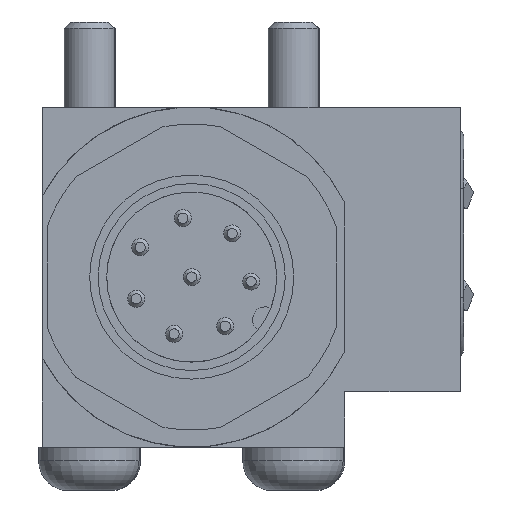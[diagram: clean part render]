
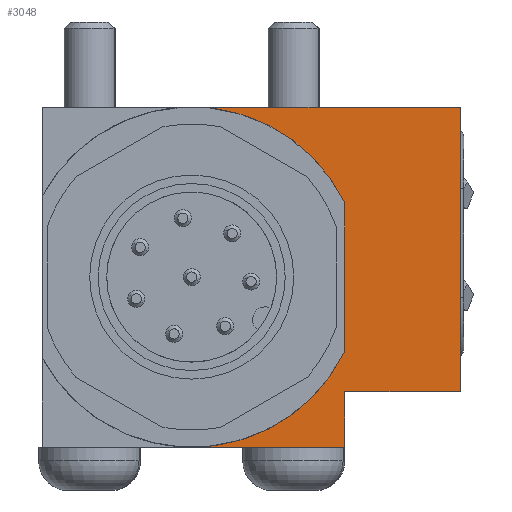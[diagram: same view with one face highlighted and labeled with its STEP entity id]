
A CAD part, left-side view. The second image highlights one B-rep face of the part: STEP entity #3048.
In plain terms, the highlighted planar face has unit normal (-1, 0, 0).
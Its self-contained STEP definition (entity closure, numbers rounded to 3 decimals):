
#136 = VECTOR ( 'NONE', #1077, 1000. ) ;
#1077 = DIRECTION ( 'NONE',  ( 0., 0., 1. ) ) ;
#2083 = CARTESIAN_POINT ( 'NONE',  ( -11.25, 3.5, 20. ) ) ;
#2775 = LINE ( 'NONE', #4360, #136 ) ;
#3045 = CIRCLE ( 'NONE', #15047, 10. ) ;
#3048 = ADVANCED_FACE ( 'NONE', ( #9887 ), #14618, .F. ) ;
#3299 = EDGE_CURVE ( 'NONE', #13161, #3800, #12975, .T. ) ;
#3503 = VECTOR ( 'NONE', #12140, 1000. ) ;
#3800 = VERTEX_POINT ( 'NONE', #19896 ) ;
#4360 = CARTESIAN_POINT ( 'NONE',  ( -11.25, -12.3, 20. ) ) ;
#4392 = AXIS2_PLACEMENT_3D ( 'NONE', #14835, #19660, #19433 ) ;
#4519 = ORIENTED_EDGE ( 'NONE', *, *, #17212, .F. ) ;
#4756 = EDGE_LOOP ( 'NONE', ( #16756, #15751, #4519, #20763, #9121, #12888, #11569, #16274 ) ) ;
#5577 = CARTESIAN_POINT ( 'NONE',  ( -11.25, -5.5, 3.25 ) ) ;
#6049 = LINE ( 'NONE', #16259, #13310 ) ;
#6247 = VERTEX_POINT ( 'NONE', #2083 ) ;
#6772 = CARTESIAN_POINT ( 'NONE',  ( -11.25, 3.5, 0. ) ) ;
#7272 = CARTESIAN_POINT ( 'NONE',  ( -11.25, -5.5, 3.25 ) ) ;
#7447 = VECTOR ( 'NONE', #19585, 1000. ) ;
#7867 = CARTESIAN_POINT ( 'NONE',  ( -11.25, -12.3, 0. ) ) ;
#8408 = CARTESIAN_POINT ( 'NONE',  ( -11.25, -12.3, 3.25 ) ) ;
#8597 = CARTESIAN_POINT ( 'NONE',  ( -11.25, -5.5, 0. ) ) ;
#8813 = EDGE_CURVE ( 'NONE', #19934, #20218, #10308, .T. ) ;
#9121 = ORIENTED_EDGE ( 'NONE', *, *, #18355, .F. ) ;
#9340 = CARTESIAN_POINT ( 'NONE',  ( -11.25, -5.5, 14.359 ) ) ;
#9443 = EDGE_CURVE ( 'NONE', #20218, #20477, #2775, .T. ) ;
#9887 = FACE_OUTER_BOUND ( 'NONE', #4756, .T. ) ;
#10218 = DIRECTION ( 'NONE',  ( 0., 0., -1. ) ) ;
#10308 = LINE ( 'NONE', #5577, #3503 ) ;
#10317 = CARTESIAN_POINT ( 'NONE',  ( -11.25, 3.5, 10. ) ) ;
#10534 = VERTEX_POINT ( 'NONE', #11706 ) ;
#10887 = CARTESIAN_POINT ( 'NONE',  ( -11.25, -12.3, 20. ) ) ;
#11239 = CARTESIAN_POINT ( 'NONE',  ( -11.25, 3.5, 10. ) ) ;
#11569 = ORIENTED_EDGE ( 'NONE', *, *, #8813, .T. ) ;
#11706 = CARTESIAN_POINT ( 'NONE',  ( -11.25, -5.5, 0. ) ) ;
#12140 = DIRECTION ( 'NONE',  ( 0., -1., 0. ) ) ;
#12149 = CARTESIAN_POINT ( 'NONE',  ( -11.25, -5.5, 20. ) ) ;
#12289 = AXIS2_PLACEMENT_3D ( 'NONE', #11239, #16183, #17688 ) ;
#12888 = ORIENTED_EDGE ( 'NONE', *, *, #14528, .F. ) ;
#12975 = CIRCLE ( 'NONE', #12289, 10. ) ;
#13161 = VERTEX_POINT ( 'NONE', #6772 ) ;
#13310 = VECTOR ( 'NONE', #21087, 1000. ) ;
#13591 = VECTOR ( 'NONE', #10218, 1000. ) ;
#14528 = EDGE_CURVE ( 'NONE', #19934, #10534, #17206, .T. ) ;
#14618 = PLANE ( 'NONE',  #4392 ) ;
#14683 = VERTEX_POINT ( 'NONE', #9340 ) ;
#14835 = CARTESIAN_POINT ( 'NONE',  ( -11.25, -5.5, 20. ) ) ;
#15047 = AXIS2_PLACEMENT_3D ( 'NONE', #10317, #18587, #19580 ) ;
#15751 = ORIENTED_EDGE ( 'NONE', *, *, #17192, .F. ) ;
#15950 = LINE ( 'NONE', #7867, #7447 ) ;
#16183 = DIRECTION ( 'NONE',  ( -1., 0., 0. ) ) ;
#16259 = CARTESIAN_POINT ( 'NONE',  ( -11.25, -5.5, 20. ) ) ;
#16274 = ORIENTED_EDGE ( 'NONE', *, *, #9443, .T. ) ;
#16756 = ORIENTED_EDGE ( 'NONE', *, *, #17057, .F. ) ;
#17057 = EDGE_CURVE ( 'NONE', #6247, #20477, #6049, .T. ) ;
#17109 = VECTOR ( 'NONE', #20198, 1000. ) ;
#17192 = EDGE_CURVE ( 'NONE', #14683, #6247, #3045, .T. ) ;
#17206 = LINE ( 'NONE', #8597, #13591 ) ;
#17212 = EDGE_CURVE ( 'NONE', #3800, #14683, #19684, .T. ) ;
#17688 = DIRECTION ( 'NONE',  ( 0., 0., -1. ) ) ;
#18355 = EDGE_CURVE ( 'NONE', #10534, #13161, #15950, .T. ) ;
#18587 = DIRECTION ( 'NONE',  ( -1., 0., 0. ) ) ;
#19433 = DIRECTION ( 'NONE',  ( 0., 0., -1. ) ) ;
#19580 = DIRECTION ( 'NONE',  ( 0., 0., -1. ) ) ;
#19585 = DIRECTION ( 'NONE',  ( 0., 1., 0. ) ) ;
#19660 = DIRECTION ( 'NONE',  ( 1., 0., 0. ) ) ;
#19684 = LINE ( 'NONE', #12149, #17109 ) ;
#19896 = CARTESIAN_POINT ( 'NONE',  ( -11.25, -5.5, 5.641 ) ) ;
#19934 = VERTEX_POINT ( 'NONE', #7272 ) ;
#20198 = DIRECTION ( 'NONE',  ( 0., 0., 1. ) ) ;
#20218 = VERTEX_POINT ( 'NONE', #8408 ) ;
#20477 = VERTEX_POINT ( 'NONE', #10887 ) ;
#20763 = ORIENTED_EDGE ( 'NONE', *, *, #3299, .F. ) ;
#21087 = DIRECTION ( 'NONE',  ( 0., -1., 0. ) ) ;
